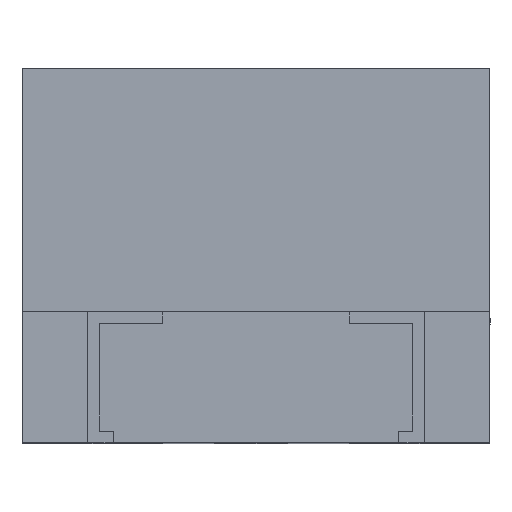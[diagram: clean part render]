
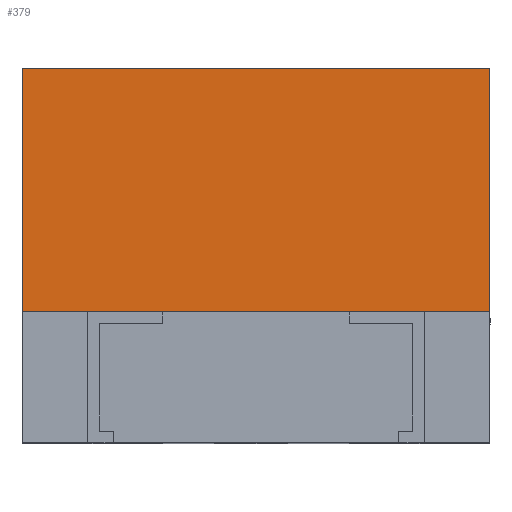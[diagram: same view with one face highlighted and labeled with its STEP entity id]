
A CAD part, top view. The second image highlights one B-rep face of the part: STEP entity #379.
In plain terms, the highlighted planar face has unit normal (0, 0, 1).
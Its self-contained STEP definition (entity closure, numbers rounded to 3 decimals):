
#137 = EDGE_CURVE ( 'NONE', #1559, #1733, #2760, .T. ) ;
#248 = CARTESIAN_POINT ( 'NONE',  ( -0.5, 0.8, 0.5 ) ) ;
#251 = ORIENTED_EDGE ( 'NONE', *, *, #4479, .T. ) ;
#259 = CARTESIAN_POINT ( 'NONE',  ( -0.5, 0.28, 0.5 ) ) ;
#379 = ADVANCED_FACE ( 'NONE', ( #1271 ), #4613, .F. ) ;
#427 = LINE ( 'NONE', #248, #2070 ) ;
#759 = VECTOR ( 'NONE', #1538, 1000. ) ;
#952 = EDGE_CURVE ( 'NONE', #2876, #2750, #2465, .T. ) ;
#1011 = ORIENTED_EDGE ( 'NONE', *, *, #952, .F. ) ;
#1092 = DIRECTION ( 'NONE',  ( -1., 0., 0. ) ) ;
#1223 = CARTESIAN_POINT ( 'NONE',  ( 0.5, 0.28, 0.5 ) ) ;
#1263 = VECTOR ( 'NONE', #4511, 1000. ) ;
#1271 = FACE_OUTER_BOUND ( 'NONE', #4003, .T. ) ;
#1364 = CARTESIAN_POINT ( 'NONE',  ( 0.5, 0.8, 0.5 ) ) ;
#1435 = DIRECTION ( 'NONE',  ( 1., 0., 0. ) ) ;
#1538 = DIRECTION ( 'NONE',  ( 0., -1., 0. ) ) ;
#1559 = VERTEX_POINT ( 'NONE', #2131 ) ;
#1733 = VERTEX_POINT ( 'NONE', #259 ) ;
#2070 = VECTOR ( 'NONE', #1435, 1000. ) ;
#2131 = CARTESIAN_POINT ( 'NONE',  ( -0.5, 0.8, 0.5 ) ) ;
#2232 = CARTESIAN_POINT ( 'NONE',  ( 0.5, 0.8, 0.5 ) ) ;
#2465 = LINE ( 'NONE', #1364, #759 ) ;
#2581 = ORIENTED_EDGE ( 'NONE', *, *, #137, .T. ) ;
#2750 = VERTEX_POINT ( 'NONE', #1223 ) ;
#2760 = LINE ( 'NONE', #4185, #1263 ) ;
#2876 = VERTEX_POINT ( 'NONE', #2232 ) ;
#3907 = CARTESIAN_POINT ( 'NONE',  ( -0.5, 0.8, 0.5 ) ) ;
#3912 = EDGE_CURVE ( 'NONE', #1559, #2876, #427, .T. ) ;
#3992 = CARTESIAN_POINT ( 'NONE',  ( -0.5, 0.28, 0.5 ) ) ;
#4003 = EDGE_LOOP ( 'NONE', ( #2581, #251, #1011, #4049 ) ) ;
#4006 = VECTOR ( 'NONE', #4396, 1000. ) ;
#4049 = ORIENTED_EDGE ( 'NONE', *, *, #3912, .F. ) ;
#4124 = LINE ( 'NONE', #3992, #4006 ) ;
#4185 = CARTESIAN_POINT ( 'NONE',  ( -0.5, 0.8, 0.5 ) ) ;
#4347 = DIRECTION ( 'NONE',  ( 0., 0., -1. ) ) ;
#4396 = DIRECTION ( 'NONE',  ( 1., 0., 0. ) ) ;
#4479 = EDGE_CURVE ( 'NONE', #1733, #2750, #4124, .T. ) ;
#4511 = DIRECTION ( 'NONE',  ( 0., -1., 0. ) ) ;
#4537 = AXIS2_PLACEMENT_3D ( 'NONE', #3907, #4347, #1092 ) ;
#4613 = PLANE ( 'NONE',  #4537 ) ;
